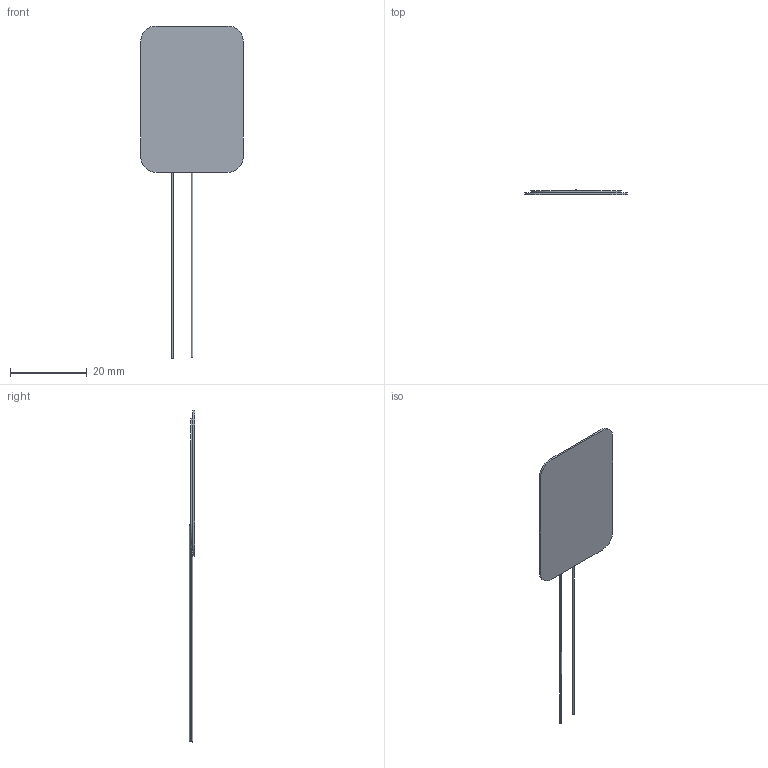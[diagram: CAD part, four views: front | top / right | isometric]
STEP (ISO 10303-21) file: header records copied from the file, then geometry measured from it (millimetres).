
FILE_DESCRIPTION (( 'STEP AP214' ), '1' );
FILE_NAME ('IWAS-3827EC-50.STEP', '2016-12-20T20:23:39', ( '' ), ( '' ), 'SwSTEP 2.0', 'SolidWorks 2016', '' );
FILE_SCHEMA (( 'AUTOMOTIVE_DESIGN' ));
Length unit declared in the file: inch
Products named in the file (1): IWAS-3827EC-50
Bounding box: 26.64 x 1.46 x 86.41 mm (x, y, z)
Volume: 786.9 mm3; surface area: 3327.4 mm2
Topology: 2 solids, 2 shells, 37 faces, 94 edges, 60 vertices
Faces by surface type: cylinder 18, plane 18, torus 1
Entity records: 1659 total; most frequent: CARTESIAN_POINT 208, DIRECTION 201, ORIENTED_EDGE 184, EDGE_CURVE 92, AXIS2_PLACEMENT_3D 73, VERTEX_POINT 60, VECTOR 55, LINE 55
